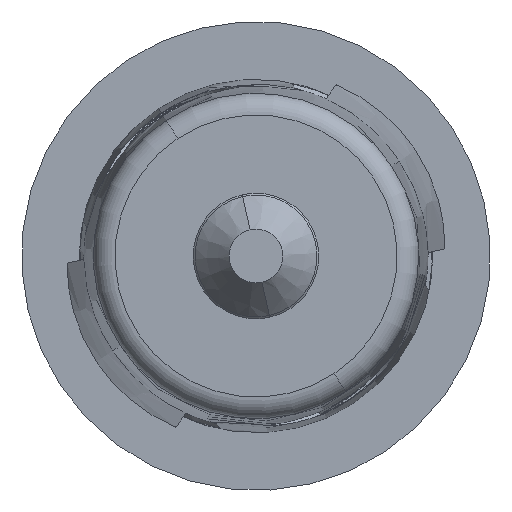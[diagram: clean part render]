
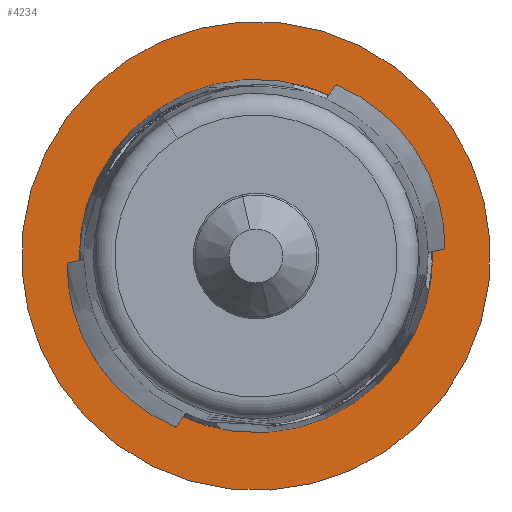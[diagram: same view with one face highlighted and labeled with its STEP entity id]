
A CAD part, front view. The second image highlights one B-rep face of the part: STEP entity #4234.
In plain terms, the highlighted planar face has unit normal (0, -1, 0).
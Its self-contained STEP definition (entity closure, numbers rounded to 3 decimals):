
#17 = VERTEX_POINT ( 'NONE', #2447 ) ;
#25 = CARTESIAN_POINT ( 'NONE',  ( 77.031, 202.675, 82.29 ) ) ;
#73 = ORIENTED_EDGE ( 'NONE', *, *, #3010, .F. ) ;
#189 = DIRECTION ( 'NONE',  ( 0.552, 0., -0.834 ) ) ;
#201 = AXIS2_PLACEMENT_3D ( 'NONE', #3121, #1681, #1343 ) ;
#276 = PLANE ( 'NONE',  #2102 ) ;
#331 = CIRCLE ( 'NONE', #1672, 4.925 ) ;
#376 = DIRECTION ( 'NONE',  ( -0.552, 0., 0.834 ) ) ;
#555 = AXIS2_PLACEMENT_3D ( 'NONE', #1211, #2900, #4244 ) ;
#567 = CARTESIAN_POINT ( 'NONE',  ( 82.476, 202.675, 85.899 ) ) ;
#582 = ORIENTED_EDGE ( 'NONE', *, *, #2990, .F. ) ;
#681 = AXIS2_PLACEMENT_3D ( 'NONE', #3778, #2106, #4064 ) ;
#690 = DIRECTION ( 'NONE',  ( 0., 1., 0. ) ) ;
#747 = ORIENTED_EDGE ( 'NONE', *, *, #2863, .F. ) ;
#875 = CARTESIAN_POINT ( 'NONE',  ( 77.031, 202.675, 82.29 ) ) ;
#1211 = CARTESIAN_POINT ( 'NONE',  ( 77.031, 202.675, 82.29 ) ) ;
#1250 = AXIS2_PLACEMENT_3D ( 'NONE', #25, #690, #376 ) ;
#1343 = DIRECTION ( 'NONE',  ( -0.552, 0., 0.834 ) ) ;
#1532 = CARTESIAN_POINT ( 'NONE',  ( 82.476, 202.675, 85.899 ) ) ;
#1536 = VERTEX_POINT ( 'NONE', #3357 ) ;
#1580 = EDGE_CURVE ( 'NONE', #1536, #1619, #331, .T. ) ;
#1619 = VERTEX_POINT ( 'NONE', #3421 ) ;
#1648 = DIRECTION ( 'NONE',  ( -0.552, 0., 0.834 ) ) ;
#1672 = AXIS2_PLACEMENT_3D ( 'NONE', #3723, #2023, #1648 ) ;
#1681 = DIRECTION ( 'NONE',  ( 0., 1., 0. ) ) ;
#1809 = CIRCLE ( 'NONE', #555, 6.533 ) ;
#1976 = EDGE_CURVE ( 'NONE', #1619, #17, #2029, .T. ) ;
#2023 = DIRECTION ( 'NONE',  ( 0., 1., 0. ) ) ;
#2029 = CIRCLE ( 'NONE', #3812, 4.925 ) ;
#2086 = VERTEX_POINT ( 'NONE', #3502 ) ;
#2102 = AXIS2_PLACEMENT_3D ( 'NONE', #567, #3240, #189 ) ;
#2106 = DIRECTION ( 'NONE',  ( 0., 1., 0. ) ) ;
#2107 = CIRCLE ( 'NONE', #201, 4.925 ) ;
#2170 = EDGE_LOOP ( 'NONE', ( #582, #73, #747 ) ) ;
#2232 = DIRECTION ( 'NONE',  ( 0., 1., 0. ) ) ;
#2447 = CARTESIAN_POINT ( 'NONE',  ( 81.135, 202.675, 85.011 ) ) ;
#2860 = VERTEX_POINT ( 'NONE', #1532 ) ;
#2863 = EDGE_CURVE ( 'NONE', #2086, #3759, #1809, .T. ) ;
#2900 = DIRECTION ( 'NONE',  ( 0., 1., 0. ) ) ;
#2926 = ORIENTED_EDGE ( 'NONE', *, *, #3150, .T. ) ;
#2990 = EDGE_CURVE ( 'NONE', #2860, #2086, #4307, .T. ) ;
#3010 = EDGE_CURVE ( 'NONE', #3759, #2860, #3891, .T. ) ;
#3121 = CARTESIAN_POINT ( 'NONE',  ( 77.031, 202.675, 82.29 ) ) ;
#3150 = EDGE_CURVE ( 'NONE', #17, #1536, #2107, .T. ) ;
#3158 = ORIENTED_EDGE ( 'NONE', *, *, #1976, .T. ) ;
#3240 = DIRECTION ( 'NONE',  ( 0., -1., 0. ) ) ;
#3329 = FACE_OUTER_BOUND ( 'NONE', #2170, .T. ) ;
#3357 = CARTESIAN_POINT ( 'NONE',  ( 72.926, 202.675, 79.569 ) ) ;
#3421 = CARTESIAN_POINT ( 'NONE',  ( 74.31, 202.675, 86.395 ) ) ;
#3502 = CARTESIAN_POINT ( 'NONE',  ( 71.586, 202.675, 78.681 ) ) ;
#3595 = DIRECTION ( 'NONE',  ( -0.552, 0., 0.834 ) ) ;
#3676 = ORIENTED_EDGE ( 'NONE', *, *, #1580, .T. ) ;
#3723 = CARTESIAN_POINT ( 'NONE',  ( 77.031, 202.675, 82.29 ) ) ;
#3759 = VERTEX_POINT ( 'NONE', #3974 ) ;
#3778 = CARTESIAN_POINT ( 'NONE',  ( 77.031, 202.675, 82.29 ) ) ;
#3812 = AXIS2_PLACEMENT_3D ( 'NONE', #875, #2232, #3595 ) ;
#3891 = CIRCLE ( 'NONE', #1250, 6.533 ) ;
#3974 = CARTESIAN_POINT ( 'NONE',  ( 73.422, 202.675, 87.735 ) ) ;
#4047 = EDGE_LOOP ( 'NONE', ( #3676, #3158, #2926 ) ) ;
#4064 = DIRECTION ( 'NONE',  ( -0.552, 0., 0.834 ) ) ;
#4234 = ADVANCED_FACE ( 'NONE', ( #3329, #4265 ), #276, .T. ) ;
#4244 = DIRECTION ( 'NONE',  ( -0.552, 0., 0.834 ) ) ;
#4265 = FACE_BOUND ( 'NONE', #4047, .T. ) ;
#4307 = CIRCLE ( 'NONE', #681, 6.533 ) ;
